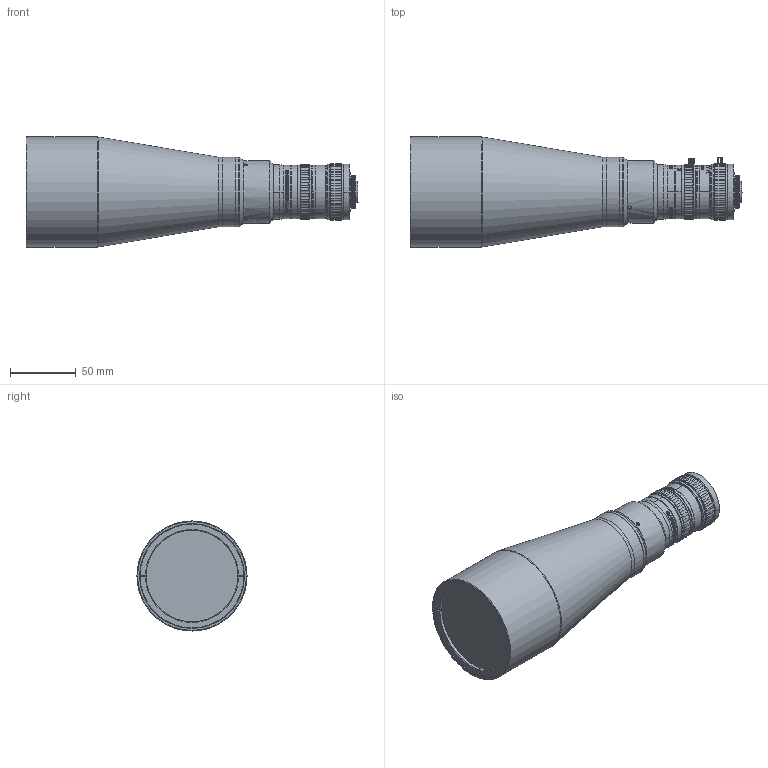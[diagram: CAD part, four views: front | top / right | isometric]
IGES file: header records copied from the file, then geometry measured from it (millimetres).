
Start section: SolidWorks IGES file using analytic representation for surfaces
Global section: file name: DP33011-A_HCBI012.igs; native system: SolidWorks 2021; preprocessor: SolidWorks 2021; author: lfspanu; date: 230810.083655; units: millimetre
Bounding box: 253.38 x 84 x 84 mm (x, y, z)
Surface area: 61439.1 mm2 (no closed solid volume)
Topology: 0 solids, 0 shells, 499 faces, 3888 edges, 3869 vertices
Faces by surface type: revolution 394, bspline 105
